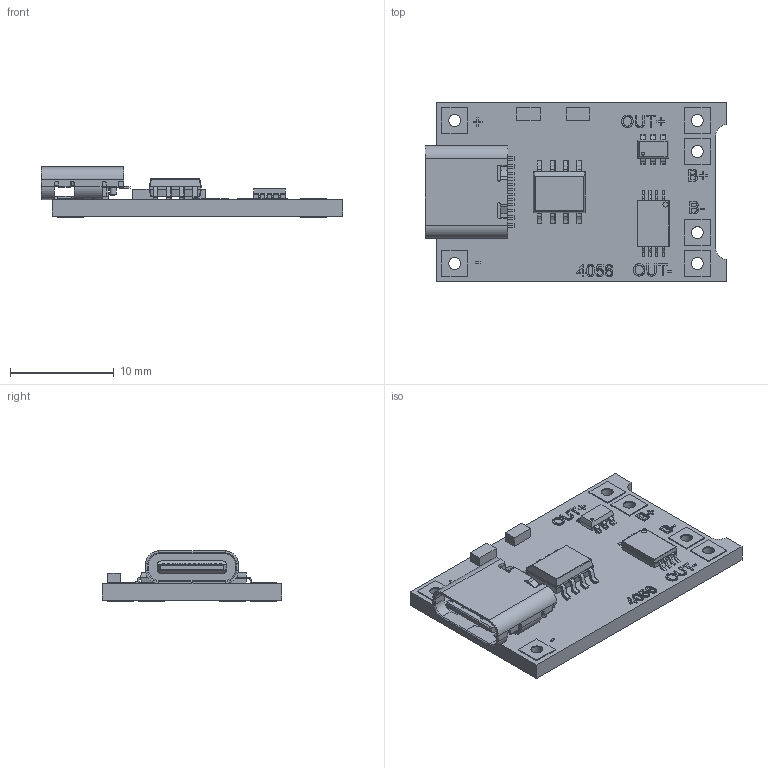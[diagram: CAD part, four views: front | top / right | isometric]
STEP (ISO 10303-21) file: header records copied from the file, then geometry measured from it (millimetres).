
FILE_DESCRIPTION(/* description */ (''),/* implementation_level */ '2;1');
FILE_NAME(/* name */ '1S 4056 BMS USB C Module 01b.step',/* time_stamp */ '2021-07-27T18:27:22+10:00',/* author */ (''),/* organization */ (''),/* preprocessor_version */ 'ST-DEVELOPER v18.1',/* originating_system */ 'Autodesk Translation Framework v10.9.0.1377',/* authorisation */ '');
FILE_SCHEMA (('AUTOMOTIVE_DESIGN { 1 0 10303 214 3 1 1 }'));
Length unit declared in the file: millimetre
Products named in the file (18): (Unsaved); PCB; USB Type C Socket; Shroud; Plastic Body & Connector; Semiconductors; IC 8 Pins SMD Wide; ATiny45_Body; ATiny45_Pin; IC SMD 8 Pins; SC70-6; Pin2; Pin4; Pin6; Pin1; Pin3; Pin5; Body
Assembly tree (24 placements, depth 5):
  (Unsaved)
    PCB
      USB Type C Socket
        Shroud
        Plastic Body & Connector
      Semiconductors
        IC 8 Pins SMD Wide
          ATiny45_Body
          ATiny45_Pin  x8
        IC SMD 8 Pins
        SC70-6
          Pin2
          Pin4
          Pin6
          Pin1
          Pin3
          Pin5
          Body
Bounding box: 29.08 x 17.3 x 4.86 mm (x, y, z)
Volume: 925.5 mm3; surface area: 1939.8 mm2
Topology: 60 solids, 60 shells, 1510 faces, 3752 edges, 2339 vertices
Faces by surface type: plane 817, cylinder 304, bspline 301, sphere 82, cone 6
Full cylindrical faces by diameter (mm): 0.5 x1, 0.6 x2, 1.15 x18
Entity records: 48592 total; most frequent: CARTESIAN_POINT 15911, ORIENTED_EDGE 7000, DIRECTION 5871, EDGE_CURVE 3500, LINE 2351, VECTOR 2351, VERTEX_POINT 2171, AXIS2_PLACEMENT_3D 1760
